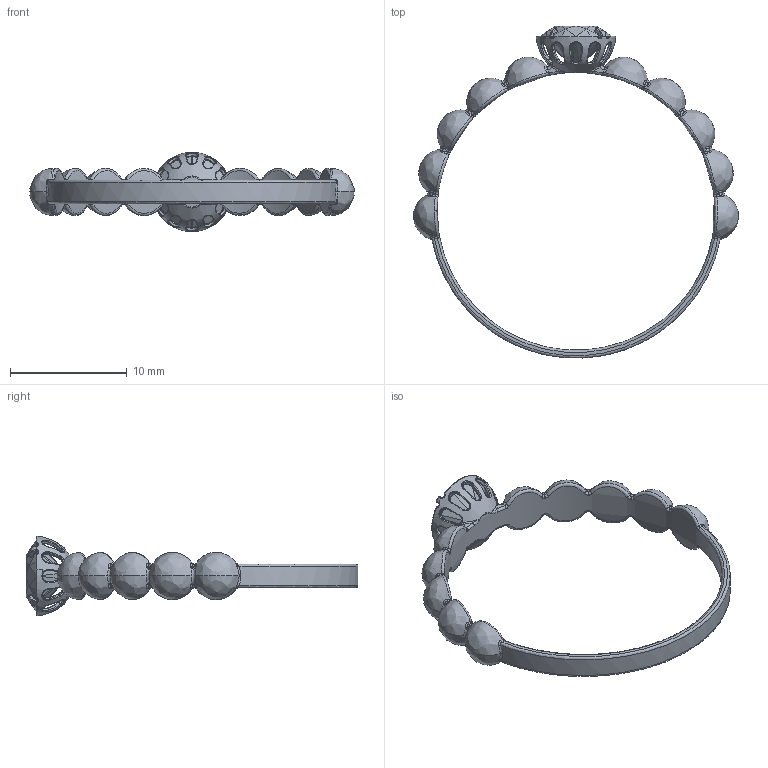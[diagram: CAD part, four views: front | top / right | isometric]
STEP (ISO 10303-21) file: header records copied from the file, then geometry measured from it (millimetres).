
FILE_DESCRIPTION(('FreeCAD Model'),'2;1');
FILE_NAME('Open CASCADE Shape Model','2025-04-27T21:20:45',('FreeCAD'),( 'FreeCAD'),'Open CASCADE STEP processor 7.6','FreeCAD','Unknown');
FILE_SCHEMA(('AUTOMOTIVE_DESIGN { 1 0 10303 214 1 1 1 1 }'));
Products named in the file (1): Open CASCADE STEP translator 7.6 1
Bounding box: 27.8 x 28.4 x 6.77 mm (x, y, z)
Volume: 280.7 mm3; surface area: 733 mm2
Topology: 2 solids, 2 shells, 753 faces, 1765 edges, 985 vertices
Faces by surface type: bspline 753
Entity records: 45670 total; most frequent: CARTESIAN_POINT 36055, ORIENTED_EDGE 3486, EDGE_CURVE 1743, VERTEX_POINT 985, B_SPLINE_CURVE_WITH_KNOTS 954, FACE_BOUND 770, EDGE_LOOP 770, ADVANCED_FACE 753
